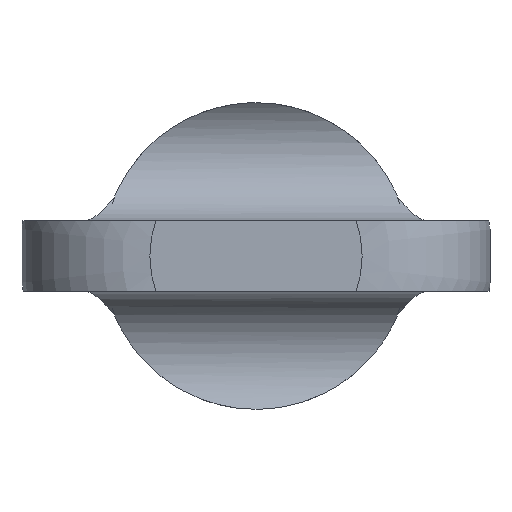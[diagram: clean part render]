
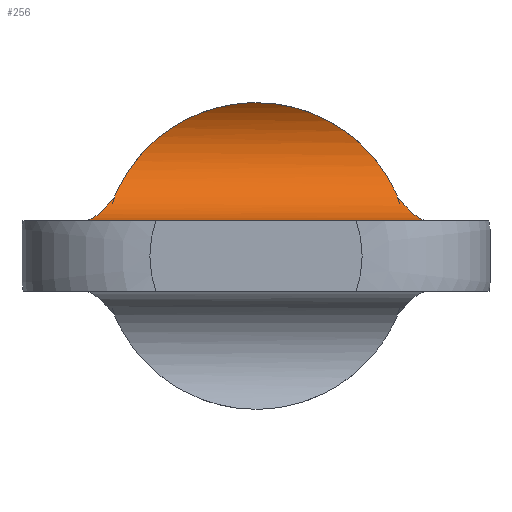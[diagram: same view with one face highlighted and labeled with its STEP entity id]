
A CAD part, left-side view. The second image highlights one B-rep face of the part: STEP entity #256.
In plain terms, the highlighted cylindrical face has radius 3 mm (diameter 6 mm), a partial arc.
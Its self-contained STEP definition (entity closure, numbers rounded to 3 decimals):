
#28 = VERTEX_POINT ( 'NONE', #311 ) ;
#30 = EDGE_CURVE ( 'NONE', #28, #49, #445, .T. ) ;
#49 = VERTEX_POINT ( 'NONE', #510 ) ;
#131 = EDGE_CURVE ( 'NONE', #49, #132, #537, .T. ) ;
#132 = VERTEX_POINT ( 'NONE', #538 ) ;
#189 = VERTEX_POINT ( 'NONE', #701 ) ;
#200 = ORIENTED_EDGE ( 'NONE', *, *, #231, .F. ) ;
#201 = ORIENTED_EDGE ( 'NONE', *, *, #248, .F. ) ;
#231 = EDGE_CURVE ( 'NONE', #189, #241, #809, .T. ) ;
#241 = VERTEX_POINT ( 'NONE', #988 ) ;
#248 = EDGE_CURVE ( 'NONE', #132, #189, #886, .T. ) ;
#256 = ADVANCED_FACE ( 'NONE', ( #887 ), #856, .F. ) ;
#257 = EDGE_LOOP ( 'NONE', ( #268, #269, #270, #200, #201 ) ) ;
#268 = ORIENTED_EDGE ( 'NONE', *, *, #131, .F. ) ;
#269 = ORIENTED_EDGE ( 'NONE', *, *, #30, .F. ) ;
#270 = ORIENTED_EDGE ( 'NONE', *, *, #271, .F. ) ;
#271 = EDGE_CURVE ( 'NONE', #241, #28, #941, .T. ) ;
#311 = CARTESIAN_POINT ( 'NONE',  ( -5.236, 7.279, 1.5 ) ) ;
#377 = CARTESIAN_POINT ( 'NONE',  ( -4.184, 6.789, 1.683 ) ) ;
#378 = CARTESIAN_POINT ( 'NONE',  ( -4.388, 6.892, 1.614 ) ) ;
#387 = CARTESIAN_POINT ( 'NONE',  ( -5.236, 7.279, 1.5 ) ) ;
#418 = CARTESIAN_POINT ( 'NONE',  ( -4.804, 7.09, 1.524 ) ) ;
#435 = CARTESIAN_POINT ( 'NONE',  ( -3.8, 6.577, 1.858 ) ) ;
#439 = CARTESIAN_POINT ( 'NONE',  ( -5.017, 7.186, 1.5 ) ) ;
#445 = B_SPLINE_CURVE_WITH_KNOTS ( 'NONE', 3,
 ( #387, #439, #418, #378, #377, #435, #494, #468, #477, #486 ),
 .UNSPECIFIED., .F., .F.,
 ( 4, 2, 2, 2, 4 ),
 ( 0., 0.001, 0.001, 0.002, 0.003 ),
 .UNSPECIFIED. ) ;
#468 = CARTESIAN_POINT ( 'NONE',  ( -3.288, 6.243, 2.209 ) ) ;
#477 = CARTESIAN_POINT ( 'NONE',  ( -3.135, 6.124, 2.349 ) ) ;
#486 = CARTESIAN_POINT ( 'NONE',  ( -3., 6., 2.5 ) ) ;
#494 = CARTESIAN_POINT ( 'NONE',  ( -3.621, 6.469, 1.964 ) ) ;
#510 = CARTESIAN_POINT ( 'NONE',  ( -3., 6., 2.5 ) ) ;
#534 = CARTESIAN_POINT ( 'NONE',  ( -2.802, 5.896, 2.74 ) ) ;
#535 = CARTESIAN_POINT ( 'NONE',  ( -2.895, 5.951, 2.617 ) ) ;
#536 = CARTESIAN_POINT ( 'NONE',  ( -3., 6., 2.5 ) ) ;
#537 = B_SPLINE_CURVE_WITH_KNOTS ( 'NONE', 3,
 ( #536, #535, #534, #590, #589, #588, #587, #586, #585, #584, #583, #582, #581, #580, #579, #578, #577, #625, #624, #623, #622, #621 ),
 .UNSPECIFIED., .F., .F.,
 ( 4, 2, 2, 2, 2, 2, 2, 2, 2, 2, 4 ),
 ( 0.034, 0.034, 0.035, 0.035, 0.036, 0.037, 0.038, 0.039, 0.04, 0.041, 0.042 ),
 .UNSPECIFIED. ) ;
#538 = CARTESIAN_POINT ( 'NONE',  ( -3., 0., 6.5 ) ) ;
#577 = CARTESIAN_POINT ( 'NONE',  ( -2.704, 2.231, 6.113 ) ) ;
#578 = CARTESIAN_POINT ( 'NONE',  ( -2.631, 2.528, 5.997 ) ) ;
#579 = CARTESIAN_POINT ( 'NONE',  ( -2.49, 3.108, 5.718 ) ) ;
#580 = CARTESIAN_POINT ( 'NONE',  ( -2.422, 3.387, 5.557 ) ) ;
#581 = CARTESIAN_POINT ( 'NONE',  ( -2.312, 3.919, 5.196 ) ) ;
#582 = CARTESIAN_POINT ( 'NONE',  ( -2.269, 4.173, 4.995 ) ) ;
#583 = CARTESIAN_POINT ( 'NONE',  ( -2.228, 4.658, 4.546 ) ) ;
#584 = CARTESIAN_POINT ( 'NONE',  ( -2.231, 4.88, 4.306 ) ) ;
#585 = CARTESIAN_POINT ( 'NONE',  ( -2.289, 5.185, 3.923 ) ) ;
#586 = CARTESIAN_POINT ( 'NONE',  ( -2.318, 5.282, 3.791 ) ) ;
#587 = CARTESIAN_POINT ( 'NONE',  ( -2.395, 5.463, 3.526 ) ) ;
#588 = CARTESIAN_POINT ( 'NONE',  ( -2.444, 5.546, 3.393 ) ) ;
#589 = CARTESIAN_POINT ( 'NONE',  ( -2.564, 5.7, 3.129 ) ) ;
#590 = CARTESIAN_POINT ( 'NONE',  ( -2.636, 5.77, 2.995 ) ) ;
#621 = CARTESIAN_POINT ( 'NONE',  ( -3., 0., 6.5 ) ) ;
#622 = CARTESIAN_POINT ( 'NONE',  ( -3., 0.331, 6.5 ) ) ;
#623 = CARTESIAN_POINT ( 'NONE',  ( -2.977, 0.658, 6.475 ) ) ;
#624 = CARTESIAN_POINT ( 'NONE',  ( -2.894, 1.305, 6.376 ) ) ;
#625 = CARTESIAN_POINT ( 'NONE',  ( -2.835, 1.62, 6.303 ) ) ;
#701 = CARTESIAN_POINT ( 'NONE',  ( -3., -6., 2.5 ) ) ;
#794 = CARTESIAN_POINT ( 'NONE',  ( -5.236, -7.279, 1.5 ) ) ;
#795 = CARTESIAN_POINT ( 'NONE',  ( -5.017, -7.185, 1.5 ) ) ;
#796 = CARTESIAN_POINT ( 'NONE',  ( -4.8, -7.088, 1.524 ) ) ;
#797 = CARTESIAN_POINT ( 'NONE',  ( -4.384, -6.89, 1.616 ) ) ;
#798 = CARTESIAN_POINT ( 'NONE',  ( -4.184, -6.789, 1.683 ) ) ;
#799 = CARTESIAN_POINT ( 'NONE',  ( -3.799, -6.576, 1.858 ) ) ;
#800 = CARTESIAN_POINT ( 'NONE',  ( -3.617, -6.467, 1.966 ) ) ;
#801 = CARTESIAN_POINT ( 'NONE',  ( -3.286, -6.241, 2.211 ) ) ;
#802 = CARTESIAN_POINT ( 'NONE',  ( -3.135, -6.124, 2.349 ) ) ;
#803 = CARTESIAN_POINT ( 'NONE',  ( -3., -6., 2.5 ) ) ;
#809 = B_SPLINE_CURVE_WITH_KNOTS ( 'NONE', 3,
 ( #803, #802, #801, #800, #799, #798, #797, #796, #795, #794 ),
 .UNSPECIFIED., .F., .F.,
 ( 4, 2, 2, 2, 4 ),
 ( 0., 0.001, 0.001, 0.002, 0.003 ),
 .UNSPECIFIED. ) ;
#854 = AXIS2_PLACEMENT_3D ( 'NONE', #881, #880, #879 ) ;
#856 = CYLINDRICAL_SURFACE ( 'NONE', #854, 3. ) ;
#857 = CARTESIAN_POINT ( 'NONE',  ( -3., -6., 2.5 ) ) ;
#858 = CARTESIAN_POINT ( 'NONE',  ( -2.896, -5.951, 2.617 ) ) ;
#859 = CARTESIAN_POINT ( 'NONE',  ( -2.8, -5.895, 2.742 ) ) ;
#860 = CARTESIAN_POINT ( 'NONE',  ( -2.635, -5.769, 2.998 ) ) ;
#861 = CARTESIAN_POINT ( 'NONE',  ( -2.564, -5.7, 3.129 ) ) ;
#862 = CARTESIAN_POINT ( 'NONE',  ( -2.444, -5.546, 3.393 ) ) ;
#863 = CARTESIAN_POINT ( 'NONE',  ( -2.395, -5.462, 3.528 ) ) ;
#864 = CARTESIAN_POINT ( 'NONE',  ( -2.317, -5.281, 3.793 ) ) ;
#865 = CARTESIAN_POINT ( 'NONE',  ( -2.289, -5.185, 3.923 ) ) ;
#866 = CARTESIAN_POINT ( 'NONE',  ( -2.231, -4.881, 4.305 ) ) ;
#867 = CARTESIAN_POINT ( 'NONE',  ( -2.228, -4.653, 4.55 ) ) ;
#868 = CARTESIAN_POINT ( 'NONE',  ( -2.269, -4.173, 4.994 ) ) ;
#869 = CARTESIAN_POINT ( 'NONE',  ( -2.312, -3.919, 5.196 ) ) ;
#870 = CARTESIAN_POINT ( 'NONE',  ( -2.423, -3.382, 5.56 ) ) ;
#871 = CARTESIAN_POINT ( 'NONE',  ( -2.491, -3.102, 5.721 ) ) ;
#872 = CARTESIAN_POINT ( 'NONE',  ( -2.632, -2.527, 5.997 ) ) ;
#873 = CARTESIAN_POINT ( 'NONE',  ( -2.704, -2.232, 6.113 ) ) ;
#874 = CARTESIAN_POINT ( 'NONE',  ( -2.836, -1.619, 6.303 ) ) ;
#875 = CARTESIAN_POINT ( 'NONE',  ( -2.895, -1.3, 6.377 ) ) ;
#879 = DIRECTION ( 'NONE',  ( 0., 0., 1. ) ) ;
#880 = DIRECTION ( 'NONE',  ( 0., 1., 0. ) ) ;
#881 = CARTESIAN_POINT ( 'NONE',  ( -5.236, -10., 4.5 ) ) ;
#882 = CARTESIAN_POINT ( 'NONE',  ( -2.977, -0.657, 6.475 ) ) ;
#883 = CARTESIAN_POINT ( 'NONE',  ( -3., -0.331, 6.5 ) ) ;
#884 = CARTESIAN_POINT ( 'NONE',  ( -3., 0., 6.5 ) ) ;
#886 = B_SPLINE_CURVE_WITH_KNOTS ( 'NONE', 3,
 ( #884, #883, #882, #875, #874, #873, #872, #871, #870, #869, #868, #867, #866, #865, #864, #863, #862, #861, #860, #859, #858, #857 ),
 .UNSPECIFIED., .F., .F.,
 ( 4, 2, 2, 2, 2, 2, 2, 2, 2, 2, 4 ),
 ( 0., 0.001, 0.002, 0.003, 0.004, 0.005, 0.006, 0.006, 0.007, 0.007, 0.008 ),
 .UNSPECIFIED. ) ;
#887 = FACE_OUTER_BOUND ( 'NONE', #257, .T. ) ;
#938 = DIRECTION ( 'NONE',  ( 0., 1., 0. ) ) ;
#939 = VECTOR ( 'NONE', #938, 1000. ) ;
#940 = CARTESIAN_POINT ( 'NONE',  ( -5.236, -10., 1.5 ) ) ;
#941 = LINE ( 'NONE', #940, #939 ) ;
#988 = CARTESIAN_POINT ( 'NONE',  ( -5.236, -7.279, 1.5 ) ) ;
